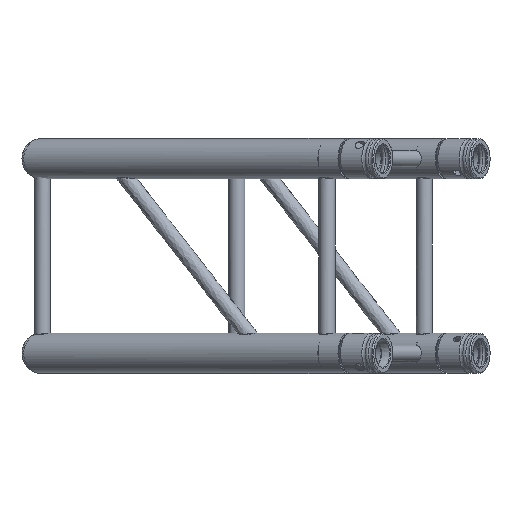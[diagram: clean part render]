
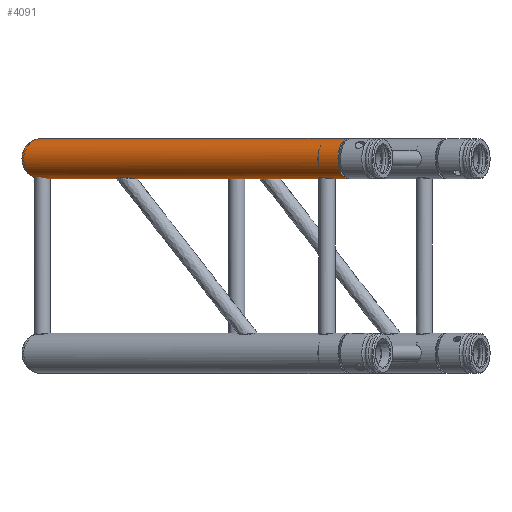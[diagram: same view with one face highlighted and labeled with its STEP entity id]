
A CAD part, left-side view. The second image highlights one B-rep face of the part: STEP entity #4091.
In plain terms, the highlighted cylindrical face has radius 25 mm (diameter 50 mm), a full revolution.
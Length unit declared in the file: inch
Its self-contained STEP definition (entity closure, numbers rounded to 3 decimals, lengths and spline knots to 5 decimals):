
#353=CIRCLE('',#5080,0.98425);
#464=ELLIPSE('',#5087,1.13652,0.98425);
#465=ELLIPSE('',#5088,1.13652,0.98425);
#466=ELLIPSE('',#5089,1.13652,0.98425);
#584=LINE('',#14295,#716);
#716=VECTOR('',#6121,0.98425);
#1147=FACE_OUTER_BOUND('',#1442,.T.);
#1442=EDGE_LOOP('',(#3675,#3676,#3677,#3678,#3679,#3680));
#2029=VERTEX_POINT('',#14281);
#2034=VERTEX_POINT('',#14294);
#2035=VERTEX_POINT('',#14296);
#2036=VERTEX_POINT('',#14298);
#2581=EDGE_CURVE('',#2029,#2029,#353,.T.);
#2587=EDGE_CURVE('',#2029,#2034,#584,.T.);
#2588=EDGE_CURVE('',#2035,#2034,#464,.T.);
#2589=EDGE_CURVE('',#2035,#2036,#465,.T.);
#2590=EDGE_CURVE('',#2034,#2036,#466,.T.);
#3675=ORIENTED_EDGE('',*,*,#2581,.F.);
#3676=ORIENTED_EDGE('',*,*,#2587,.T.);
#3677=ORIENTED_EDGE('',*,*,#2588,.F.);
#3678=ORIENTED_EDGE('',*,*,#2589,.T.);
#3679=ORIENTED_EDGE('',*,*,#2590,.F.);
#3680=ORIENTED_EDGE('',*,*,#2587,.F.);
#3877=CYLINDRICAL_SURFACE('',#5086,0.98425);
#4091=ADVANCED_FACE('',(#1147),#3877,.T.);
#5080=AXIS2_PLACEMENT_3D('',#14282,#6106,#6107);
#5086=AXIS2_PLACEMENT_3D('',#14293,#6119,#6120);
#5087=AXIS2_PLACEMENT_3D('',#14297,#6122,#6123);
#5088=AXIS2_PLACEMENT_3D('',#14299,#6124,#6125);
#5089=AXIS2_PLACEMENT_3D('',#14300,#6126,#6127);
#6106=DIRECTION('center_axis',(-0.5,-0.866,0.));
#6107=DIRECTION('ref_axis',(-0.866,0.5,0.));
#6119=DIRECTION('center_axis',(-0.5,-0.866,0.));
#6120=DIRECTION('ref_axis',(-0.866,0.5,0.));
#6121=DIRECTION('',(0.5,0.866,0.));
#6122=DIRECTION('center_axis',(0.866,0.5,0.));
#6123=DIRECTION('ref_axis',(-0.5,0.866,0.));
#6124=DIRECTION('center_axis',(-0.866,-0.5,0.));
#6125=DIRECTION('ref_axis',(-0.5,0.866,0.));
#6126=DIRECTION('center_axis',(0.866,0.5,0.));
#6127=DIRECTION('ref_axis',(-0.5,0.866,0.));
#14281=CARTESIAN_POINT('',(-7.72175,-15.34297,9.44882));
#14282=CARTESIAN_POINT('Origin',(-8.57414,-14.85084,9.44882));
#14293=CARTESIAN_POINT('Origin',(0.,0.,9.44882));
#14294=CARTESIAN_POINT('',(0.56826,-0.98425,9.44882));
#14295=CARTESIAN_POINT('',(0.85239,-0.49213,9.44882));
#14296=CARTESIAN_POINT('',(0.,0.,
10.43307));
#14297=CARTESIAN_POINT('Origin',(0.,0.,9.44882));
#14298=CARTESIAN_POINT('',(0.,0.,8.46457));
#14299=CARTESIAN_POINT('Origin',(0.,0.,9.44882));
#14300=CARTESIAN_POINT('Origin',(0.,0.,9.44882));
